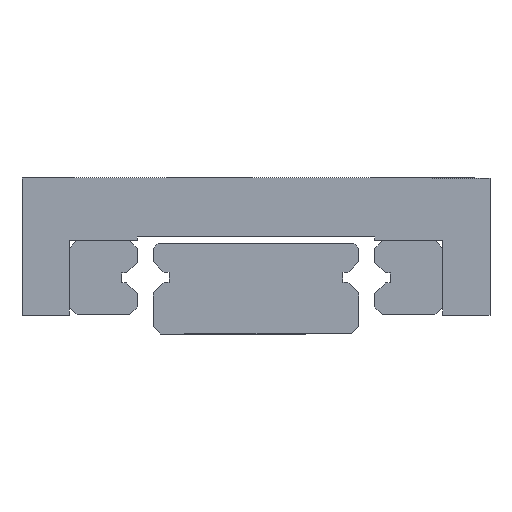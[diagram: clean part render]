
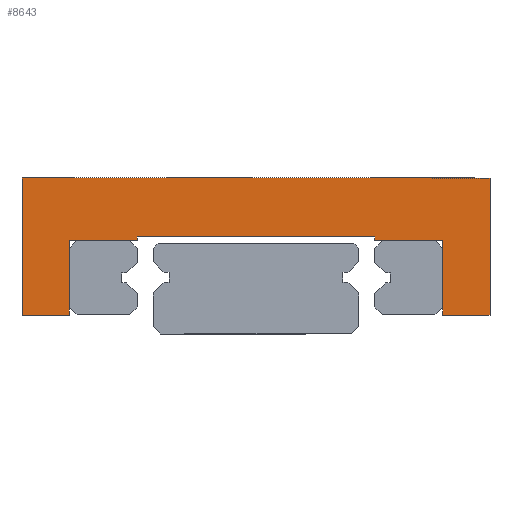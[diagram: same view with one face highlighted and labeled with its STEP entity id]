
A CAD part, front view. The second image highlights one B-rep face of the part: STEP entity #8643.
In plain terms, the highlighted planar face has unit normal (0, -1, 0).
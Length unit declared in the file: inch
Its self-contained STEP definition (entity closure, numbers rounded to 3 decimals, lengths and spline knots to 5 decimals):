
#7975=CARTESIAN_POINT('',(0.9515,-18.0,0.048));
#7976=VERTEX_POINT('',#7975);
#7983=CARTESIAN_POINT('',(0.9515,-18.0,0.077));
#7984=VERTEX_POINT('',#7983);
#7985=CARTESIAN_POINT('',(0.9515,-18.0,0.077));
#7986=DIRECTION('',(0.0,0.0,-1.0));
#7987=VECTOR('',#7986,0.029);
#7988=LINE('',#7985,#7987);
#7989=EDGE_CURVE('',#7984,#7976,#7988,.T.);
#8013=CARTESIAN_POINT('',(1.496,-18.0,0.048));
#8014=VERTEX_POINT('',#8013);
#8021=CARTESIAN_POINT('',(0.9515,-18.0,0.048));
#8022=DIRECTION('',(1.0,0.0,0.0));
#8023=VECTOR('',#8022,0.5445);
#8024=LINE('',#8021,#8023);
#8025=EDGE_CURVE('',#7976,#8014,#8024,.T.);
#8044=CARTESIAN_POINT('',(1.496,-18.0,-0.549));
#8045=VERTEX_POINT('',#8044);
#8052=CARTESIAN_POINT('',(1.496,-18.0,0.048));
#8053=DIRECTION('',(0.0,0.0,-1.0));
#8054=VECTOR('',#8053,0.597);
#8055=LINE('',#8052,#8054);
#8056=EDGE_CURVE('',#8014,#8045,#8055,.T.);
#8075=CARTESIAN_POINT('',(1.875,-18.0,-0.549));
#8076=VERTEX_POINT('',#8075);
#8083=CARTESIAN_POINT('',(1.496,-18.0,-0.549));
#8084=DIRECTION('',(1.0,0.0,0.0));
#8085=VECTOR('',#8084,0.379);
#8086=LINE('',#8083,#8085);
#8087=EDGE_CURVE('',#8045,#8076,#8086,.T.);
#8106=CARTESIAN_POINT('',(1.875,-18.0,0.549));
#8107=VERTEX_POINT('',#8106);
#8114=CARTESIAN_POINT('',(1.875,-18.0,-0.549));
#8115=DIRECTION('',(0.0,0.0,1.0));
#8116=VECTOR('',#8115,1.098);
#8117=LINE('',#8114,#8116);
#8118=EDGE_CURVE('',#8076,#8107,#8117,.T.);
#8137=CARTESIAN_POINT('',(-1.875,-18.0,0.549));
#8138=VERTEX_POINT('',#8137);
#8145=CARTESIAN_POINT('',(1.875,-18.0,0.549));
#8146=DIRECTION('',(-1.0,0.0,0.0));
#8147=VECTOR('',#8146,3.75);
#8148=LINE('',#8145,#8147);
#8149=EDGE_CURVE('',#8107,#8138,#8148,.T.);
#8304=CARTESIAN_POINT('',(-1.875,-18.0,-0.549));
#8305=VERTEX_POINT('',#8304);
#8312=CARTESIAN_POINT('',(-1.875,-18.0,0.549));
#8313=DIRECTION('',(0.0,0.0,-1.0));
#8314=VECTOR('',#8313,1.098);
#8315=LINE('',#8312,#8314);
#8316=EDGE_CURVE('',#8138,#8305,#8315,.T.);
#8335=CARTESIAN_POINT('',(-1.496,-18.0,-0.549));
#8336=VERTEX_POINT('',#8335);
#8343=CARTESIAN_POINT('',(-1.875,-18.0,-0.549));
#8344=DIRECTION('',(1.0,0.0,0.0));
#8345=VECTOR('',#8344,0.379);
#8346=LINE('',#8343,#8345);
#8347=EDGE_CURVE('',#8305,#8336,#8346,.T.);
#8366=CARTESIAN_POINT('',(-1.496,-18.0,0.048));
#8367=VERTEX_POINT('',#8366);
#8374=CARTESIAN_POINT('',(-1.496,-18.0,-0.549));
#8375=DIRECTION('',(0.0,0.0,1.0));
#8376=VECTOR('',#8375,0.597);
#8377=LINE('',#8374,#8376);
#8378=EDGE_CURVE('',#8336,#8367,#8377,.T.);
#8397=CARTESIAN_POINT('',(-0.9515,-18.0,0.048));
#8398=VERTEX_POINT('',#8397);
#8405=CARTESIAN_POINT('',(-1.496,-18.0,0.048));
#8406=DIRECTION('',(1.0,0.0,0.0));
#8407=VECTOR('',#8406,0.5445);
#8408=LINE('',#8405,#8407);
#8409=EDGE_CURVE('',#8367,#8398,#8408,.T.);
#8428=CARTESIAN_POINT('',(-0.9515,-18.0,0.077));
#8429=VERTEX_POINT('',#8428);
#8436=CARTESIAN_POINT('',(-0.9515,-18.0,0.048));
#8437=DIRECTION('',(0.0,0.0,1.0));
#8438=VECTOR('',#8437,0.029);
#8439=LINE('',#8436,#8438);
#8440=EDGE_CURVE('',#8398,#8429,#8439,.T.);
#8458=CARTESIAN_POINT('',(-0.9515,-18.0,0.077));
#8459=DIRECTION('',(1.0,0.0,0.0));
#8460=VECTOR('',#8459,1.903);
#8461=LINE('',#8458,#8460);
#8462=EDGE_CURVE('',#8429,#7984,#8461,.T.);
#8624=CARTESIAN_POINT('',(0.,-18.,0.14121));
#8625=DIRECTION('',(0.0,1.0,0.0));
#8626=DIRECTION('',(0.0,0.0,1.0));
#8627=AXIS2_PLACEMENT_3D('',#8624,#8625,#8626);
#8628=PLANE('',#8627);
#8629=ORIENTED_EDGE('',*,*,#8462,.T.);
#8630=ORIENTED_EDGE('',*,*,#7989,.T.);
#8631=ORIENTED_EDGE('',*,*,#8025,.T.);
#8632=ORIENTED_EDGE('',*,*,#8056,.T.);
#8633=ORIENTED_EDGE('',*,*,#8087,.T.);
#8634=ORIENTED_EDGE('',*,*,#8118,.T.);
#8635=ORIENTED_EDGE('',*,*,#8149,.T.);
#8636=ORIENTED_EDGE('',*,*,#8316,.T.);
#8637=ORIENTED_EDGE('',*,*,#8347,.T.);
#8638=ORIENTED_EDGE('',*,*,#8378,.T.);
#8639=ORIENTED_EDGE('',*,*,#8409,.T.);
#8640=ORIENTED_EDGE('',*,*,#8440,.T.);
#8641=EDGE_LOOP('',(#8629,#8630,#8631,#8632,#8633,#8634,#8635,#8636,#8637,#8638,#8639,#8640));
#8642=FACE_OUTER_BOUND('',#8641,.T.);
#8643=ADVANCED_FACE('',(#8642),#8628,.F.);
